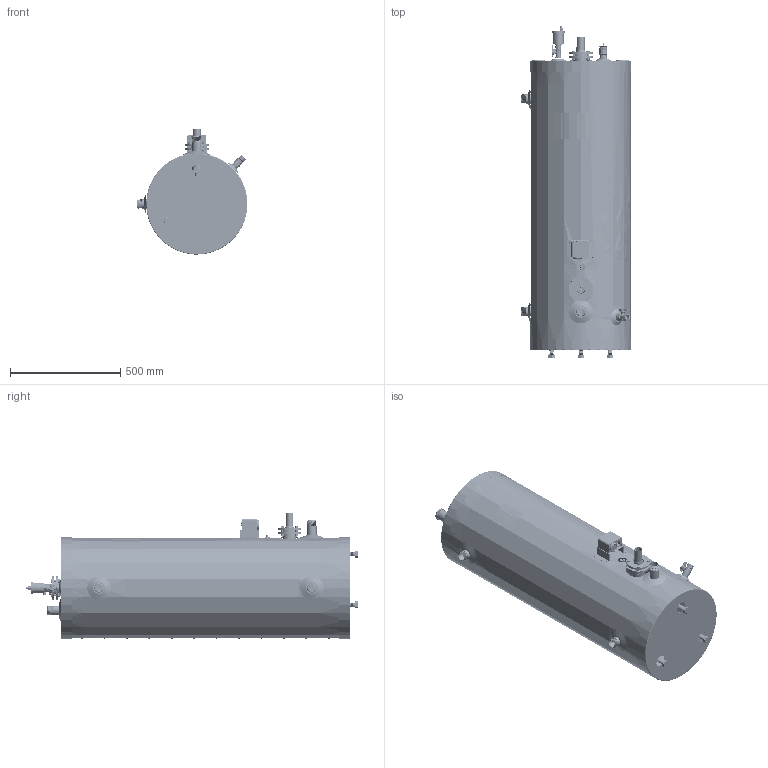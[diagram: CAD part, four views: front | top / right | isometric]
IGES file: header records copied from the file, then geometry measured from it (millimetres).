
Start section: SolidWorks IGES file using analytic representation for surfaces
Global section: file name: TURBOMAX 30-3.IGS; native system: SolidWorks 2023; preprocessor: SolidWorks 2023; author: Luc; date: 230214.112219; units: inch
Bounding box: 502.41 x 1505.12 x 569.97 mm (x, y, z)
Volume: 2906813.1 mm3; surface area: 5566399.2 mm2
Topology: 86 solids, 86 shells, 4030 faces, 9798 edges, 5992 vertices
Faces by surface type: revolution 3145, plane 692, bspline 193
